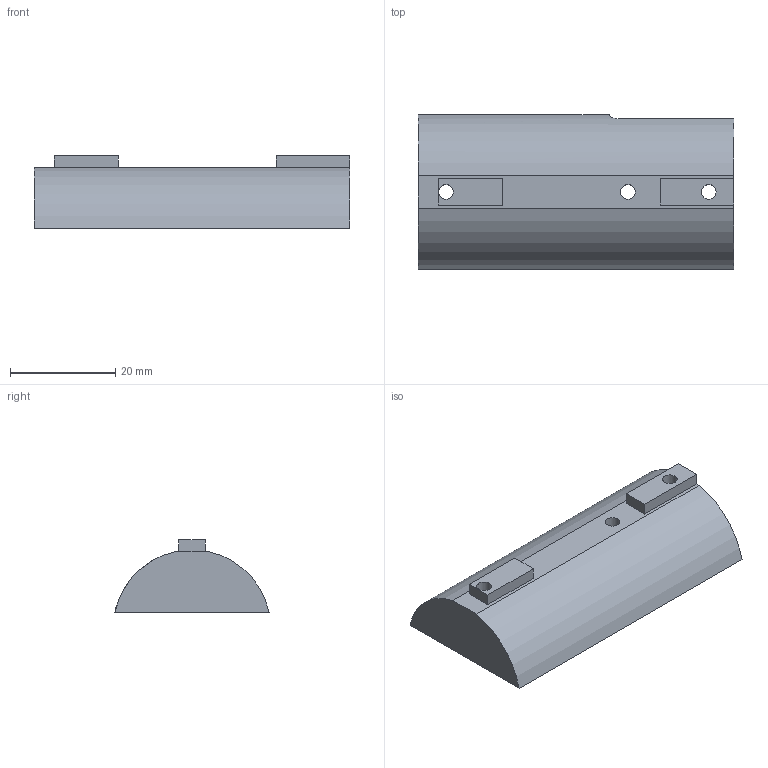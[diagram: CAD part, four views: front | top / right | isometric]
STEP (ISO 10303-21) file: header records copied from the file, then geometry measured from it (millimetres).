
FILE_DESCRIPTION(/* description */ (''),/* implementation_level */ '2;1');
FILE_NAME(/* name */ 'McH - PCB Mount.step',/* time_stamp */ '2017-10-23T19:15:55-04:00',/* author */ 'David Madison',/* organization */ (''),/* preprocessor_version */ 'ST-DEVELOPER v16.13',/* originating_system */ 'Autodesk Translation Framework v6.1.1.50',/* authorisation */ '');
FILE_SCHEMA (('AUTOMOTIVE_DESIGN { 1 0 10303 214 3 1 1 }'));
Length unit declared in the file: millimetre
Products named in the file (1): McH - PCB Mount
Bounding box: 60 x 29.34 x 13.8 mm (x, y, z)
Volume: 6804.3 mm3; surface area: 6226.1 mm2
Topology: 1 solids, 1 shells, 72 faces, 179 edges, 110 vertices
Faces by surface type: cylinder 25, plane 23, bspline 14, torus 6, sphere 4
Full cylindrical faces by diameter (mm): 2.8 x3
Entity records: 4049 total; most frequent: CARTESIAN_POINT 2380, ORIENTED_EDGE 352, DIRECTION 327, EDGE_CURVE 176, AXIS2_PLACEMENT_3D 126, VERTEX_POINT 110, EDGE_LOOP 82, LINE 75
